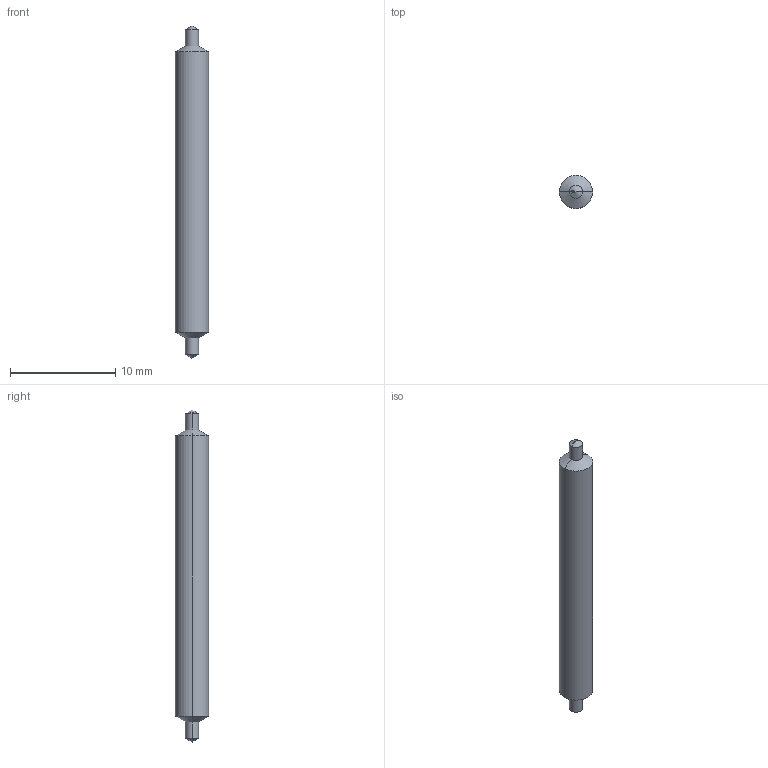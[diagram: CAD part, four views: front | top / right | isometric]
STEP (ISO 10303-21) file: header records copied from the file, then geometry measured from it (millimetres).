
FILE_DESCRIPTION (( 'STEP AP203' ), '1' );
FILE_NAME ('37255.step', '2021-09-01T09:29:31', ( '' ), ( '' ), 'SwSTEP 2.0', 'SolidWorks 2019', '' );
FILE_SCHEMA (( 'CONFIG_CONTROL_DESIGN' ));
Length unit declared in the file: millimetre
Products named in the file (1): 37255
Bounding box: 3.15 x 3.15 x 31.5 mm (x, y, z)
Volume: 215.8 mm3; surface area: 324.5 mm2
Topology: 3 solids, 3 shells, 18 faces, 34 edges, 18 vertices
Faces by surface type: cone 8, cylinder 6, plane 4
Entity records: 495 total; most frequent: DIRECTION 84, CARTESIAN_POINT 67, ORIENTED_EDGE 60, AXIS2_PLACEMENT_3D 35, EDGE_CURVE 30, EDGE_LOOP 18, FACE_OUTER_BOUND 18, VERTEX_POINT 18
